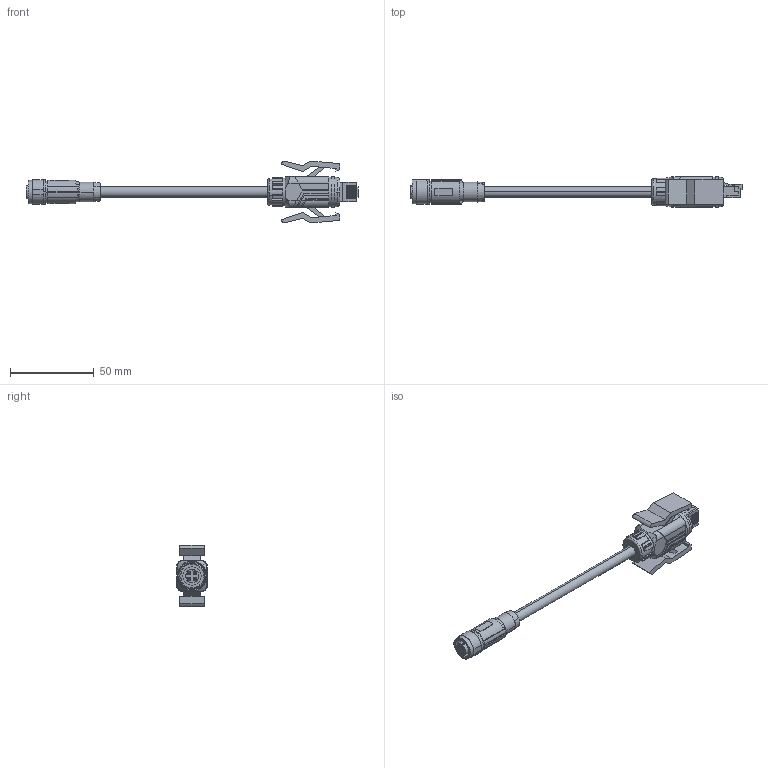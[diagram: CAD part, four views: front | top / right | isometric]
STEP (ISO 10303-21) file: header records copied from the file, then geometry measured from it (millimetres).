
FILE_DESCRIPTION(('SolidDesigner STEP Export'),'2;1');
FILE_NAME('1407391_NBC_FSD_10.0_93E_R4MC_SCO-select.stp','2013-04-11T14:37:46',(''),(''),'Creo Elements/Direct Modeling STEP processor for AP214 (Solid Model)','Creo Elements/Direct Modeling 18.1 06-May-2012 (C) Parametric Technology GmbH','');
FILE_SCHEMA(('AUTOMOTIVE_DESIGN { 1 0 10303 214 1 1 1 1 }'));
Length unit declared in the file: millimetre
Products named in the file (1): 1407391_NBC_FSD_10.0_93E_R4MC_SCO-select
Bounding box: 198.5 x 18.52 x 37 mm (x, y, z)
Volume: 25820.3 mm3; surface area: 11811.9 mm2
Topology: 1 solids, 1 shells, 355 faces, 979 edges, 647 vertices
Faces by surface type: plane 265, cylinder 72, cone 16, torus 2
Entity records: 15132 total; most frequent: CARTESIAN_POINT 3426, ORIENTED_EDGE 1958, DIRECTION 1690, EDGE_CURVE 979, VECTOR 698, LINE 698, VERTEX_POINT 647, AXIS2_PLACEMENT_3D 496
